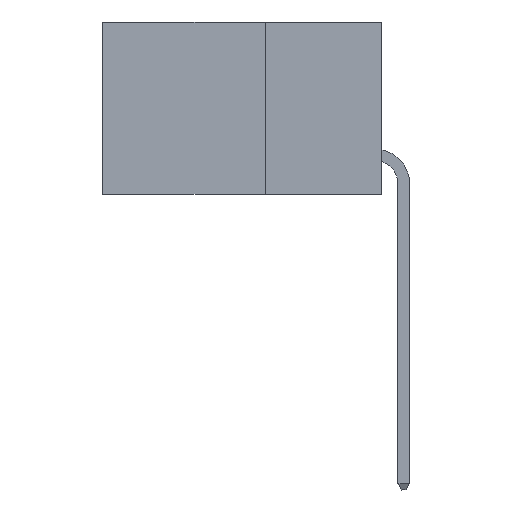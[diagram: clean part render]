
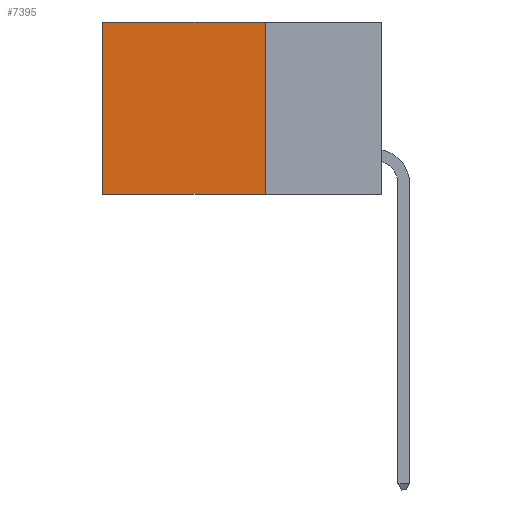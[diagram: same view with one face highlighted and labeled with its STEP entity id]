
A CAD part, left-side view. The second image highlights one B-rep face of the part: STEP entity #7395.
In plain terms, the highlighted planar face has unit normal (-1, 0, 0).
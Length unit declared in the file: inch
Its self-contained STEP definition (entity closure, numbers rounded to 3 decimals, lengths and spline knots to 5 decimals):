
#623 = CARTESIAN_POINT ( 'NONE',  ( 0.2875, 0.25, 0. ) ) ;
#1047 = EDGE_CURVE ( 'NONE', #10594, #2311, #6656, .T. ) ;
#1422 = VECTOR ( 'NONE', #9830, 39.37008 ) ;
#2311 = VERTEX_POINT ( 'NONE', #17028 ) ;
#2324 = LINE ( 'NONE', #12350, #13635 ) ;
#2438 = DIRECTION ( 'NONE',  ( 0., 0., -1. ) ) ;
#4476 = CARTESIAN_POINT ( 'NONE',  ( 0.2875, 0.25, 0. ) ) ;
#4645 = FACE_OUTER_BOUND ( 'NONE', #7015, .T. ) ;
#4905 = DIRECTION ( 'NONE',  ( 0., 1., 0. ) ) ;
#5174 = DIRECTION ( 'NONE',  ( 1., 0., 0. ) ) ;
#5350 = ORIENTED_EDGE ( 'NONE', *, *, #12454, .T. ) ;
#6147 = CARTESIAN_POINT ( 'NONE',  ( 0.2875, 0.25, 0. ) ) ;
#6656 = LINE ( 'NONE', #4476, #14363 ) ;
#7015 = EDGE_LOOP ( 'NONE', ( #5350, #16998, #11857, #8083 ) ) ;
#7395 = ADVANCED_FACE ( 'NONE', ( #4645 ), #13948, .F. ) ;
#7961 = CARTESIAN_POINT ( 'NONE',  ( 0.2875, 0.6, 0. ) ) ;
#8083 = ORIENTED_EDGE ( 'NONE', *, *, #14788, .T. ) ;
#8245 = CARTESIAN_POINT ( 'NONE',  ( 0.2875, 0.25, -0.37 ) ) ;
#9068 = DIRECTION ( 'NONE',  ( 0., 0., -1. ) ) ;
#9104 = AXIS2_PLACEMENT_3D ( 'NONE', #623, #5174, #15327 ) ;
#9616 = VERTEX_POINT ( 'NONE', #17138 ) ;
#9625 = LINE ( 'NONE', #8245, #1422 ) ;
#9830 = DIRECTION ( 'NONE',  ( 0., 1., 0. ) ) ;
#10594 = VERTEX_POINT ( 'NONE', #6147 ) ;
#10716 = VERTEX_POINT ( 'NONE', #7961 ) ;
#10738 = LINE ( 'NONE', #18619, #17530 ) ;
#11857 = ORIENTED_EDGE ( 'NONE', *, *, #1047, .F. ) ;
#12350 = CARTESIAN_POINT ( 'NONE',  ( 0.2875, 0.25, 0. ) ) ;
#12454 = EDGE_CURVE ( 'NONE', #10716, #9616, #10738, .T. ) ;
#13635 = VECTOR ( 'NONE', #4905, 39.37008 ) ;
#13948 = PLANE ( 'NONE',  #9104 ) ;
#14363 = VECTOR ( 'NONE', #2438, 39.37008 ) ;
#14788 = EDGE_CURVE ( 'NONE', #10594, #10716, #2324, .T. ) ;
#15327 = DIRECTION ( 'NONE',  ( 0., 0., -1. ) ) ;
#16998 = ORIENTED_EDGE ( 'NONE', *, *, #17489, .F. ) ;
#17028 = CARTESIAN_POINT ( 'NONE',  ( 0.2875, 0.25, -0.37 ) ) ;
#17138 = CARTESIAN_POINT ( 'NONE',  ( 0.2875, 0.6, -0.37 ) ) ;
#17489 = EDGE_CURVE ( 'NONE', #2311, #9616, #9625, .T. ) ;
#17530 = VECTOR ( 'NONE', #9068, 39.37008 ) ;
#18619 = CARTESIAN_POINT ( 'NONE',  ( 0.2875, 0.6, 0. ) ) ;
